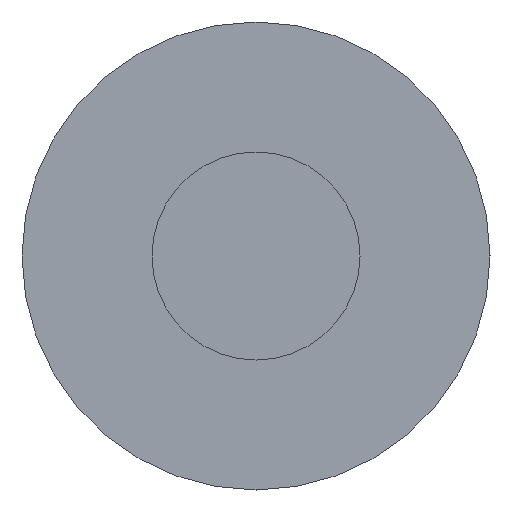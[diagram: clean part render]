
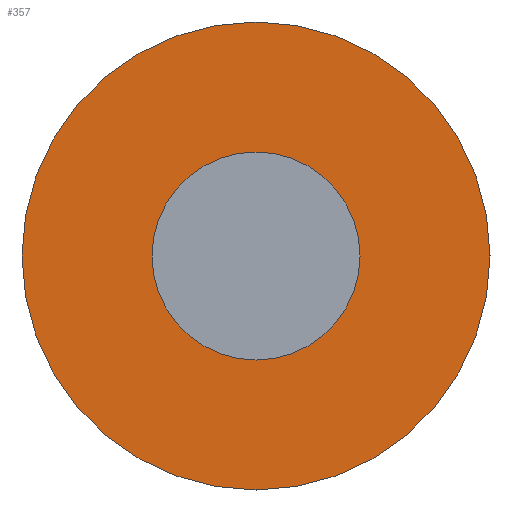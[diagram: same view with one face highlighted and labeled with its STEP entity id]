
A CAD part, front view. The second image highlights one B-rep face of the part: STEP entity #357.
In plain terms, the highlighted planar face has unit normal (0, -1, 0).
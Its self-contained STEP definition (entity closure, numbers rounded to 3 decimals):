
#2 = AXIS2_PLACEMENT_3D ( 'NONE', #376, #9, #308 ) ;
#3 = CIRCLE ( 'NONE', #245, 4.5 ) ;
#9 = DIRECTION ( 'NONE',  ( 0., 1., 0. ) ) ;
#10 = CARTESIAN_POINT ( 'NONE',  ( 0., 0., 0. ) ) ;
#18 = CARTESIAN_POINT ( 'NONE',  ( 0., 0., 0. ) ) ;
#21 = CARTESIAN_POINT ( 'NONE',  ( 0., 0., 0. ) ) ;
#51 = CARTESIAN_POINT ( 'NONE',  ( 0., 0., -4.5 ) ) ;
#60 = VERTEX_POINT ( 'NONE', #326 ) ;
#100 = DIRECTION ( 'NONE',  ( 0., 0., -1. ) ) ;
#129 = CARTESIAN_POINT ( 'NONE',  ( 0., 0., -2. ) ) ;
#130 = CARTESIAN_POINT ( 'NONE',  ( 0., 0., 2. ) ) ;
#145 = CIRCLE ( 'NONE', #370, 2. ) ;
#147 = AXIS2_PLACEMENT_3D ( 'NONE', #177, #272, #216 ) ;
#148 = EDGE_CURVE ( 'NONE', #426, #60, #3, .T. ) ;
#154 = ORIENTED_EDGE ( 'NONE', *, *, #222, .F. ) ;
#174 = FACE_OUTER_BOUND ( 'NONE', #322, .T. ) ;
#177 = CARTESIAN_POINT ( 'NONE',  ( 0., 0., 0. ) ) ;
#196 = DIRECTION ( 'NONE',  ( 0., 1., 0. ) ) ;
#208 = DIRECTION ( 'NONE',  ( 0., 0., 1. ) ) ;
#216 = DIRECTION ( 'NONE',  ( 0., 0., -1. ) ) ;
#222 = EDGE_CURVE ( 'NONE', #60, #426, #306, .T. ) ;
#245 = AXIS2_PLACEMENT_3D ( 'NONE', #21, #196, #298 ) ;
#246 = VERTEX_POINT ( 'NONE', #130 ) ;
#272 = DIRECTION ( 'NONE',  ( 0., -1., 0. ) ) ;
#290 = CIRCLE ( 'NONE', #147, 2. ) ;
#298 = DIRECTION ( 'NONE',  ( 0., 0., 1. ) ) ;
#300 = ORIENTED_EDGE ( 'NONE', *, *, #430, .F. ) ;
#306 = CIRCLE ( 'NONE', #2, 4.5 ) ;
#308 = DIRECTION ( 'NONE',  ( 0., 0., 1. ) ) ;
#311 = PLANE ( 'NONE',  #410 ) ;
#314 = VERTEX_POINT ( 'NONE', #129 ) ;
#322 = EDGE_LOOP ( 'NONE', ( #338, #154 ) ) ;
#326 = CARTESIAN_POINT ( 'NONE',  ( 0., 0., 4.5 ) ) ;
#338 = ORIENTED_EDGE ( 'NONE', *, *, #148, .F. ) ;
#352 = FACE_BOUND ( 'NONE', #391, .T. ) ;
#357 = ADVANCED_FACE ( 'NONE', ( #352, #174 ), #311, .F. ) ;
#369 = ORIENTED_EDGE ( 'NONE', *, *, #404, .F. ) ;
#370 = AXIS2_PLACEMENT_3D ( 'NONE', #10, #416, #100 ) ;
#376 = CARTESIAN_POINT ( 'NONE',  ( 0., 0., 0. ) ) ;
#389 = DIRECTION ( 'NONE',  ( 0., 1., 0. ) ) ;
#391 = EDGE_LOOP ( 'NONE', ( #300, #369 ) ) ;
#404 = EDGE_CURVE ( 'NONE', #246, #314, #290, .T. ) ;
#410 = AXIS2_PLACEMENT_3D ( 'NONE', #18, #389, #208 ) ;
#416 = DIRECTION ( 'NONE',  ( 0., -1., 0. ) ) ;
#426 = VERTEX_POINT ( 'NONE', #51 ) ;
#430 = EDGE_CURVE ( 'NONE', #314, #246, #145, .T. ) ;
